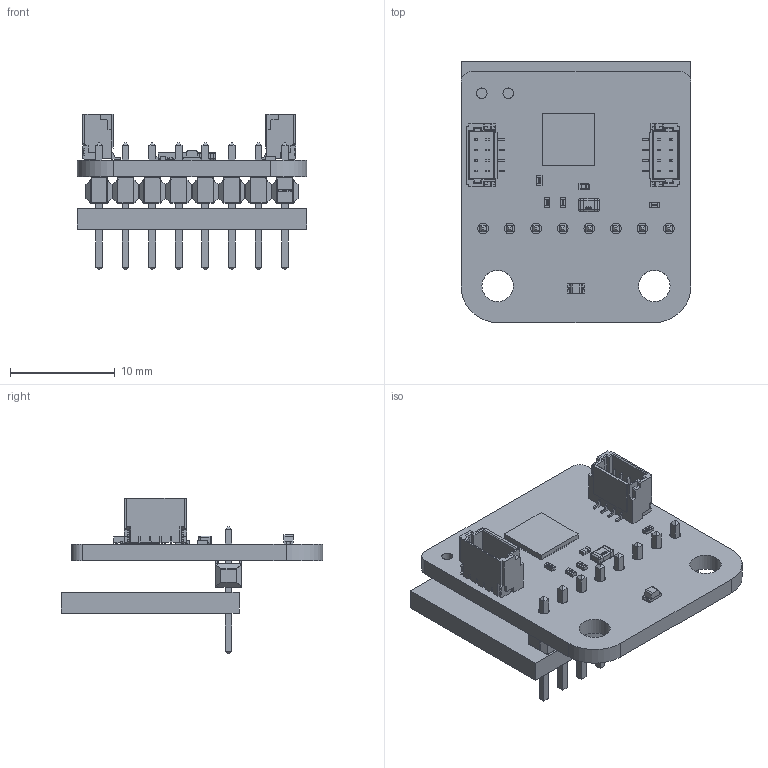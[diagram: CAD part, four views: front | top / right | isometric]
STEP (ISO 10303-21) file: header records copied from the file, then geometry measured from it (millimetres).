
FILE_DESCRIPTION(('Open CASCADE Model'),'2;1');
FILE_NAME('Open CASCADE Shape Model','2025-04-28T12:33:10',('Author'),( 'Open CASCADE'),'Open CASCADE STEP processor 7.5','Open CASCADE 7.5' ,'Unknown');
FILE_SCHEMA(('AUTOMOTIVE_DESIGN { 1 0 10303 214 1 1 1 1 }'));
Length unit declared in the file: millimetre
Products named in the file (39): PCB; Board; Open CASCADE STEP translator 7.5 2.1.1; R3; User Library-R SMD 0402; User Library-R SMD 0402_0402 BODY; User Library-R SMD 0402_0402 PAD; User Library-R SMD 0402_0402 OPIS; R2; R1; STAT1; 0603 LED Green; Solid1; Solid4; J11; Conn_Harwin_M20-9990846_eec; Logo bar; Harwin; Connector base; Pin; U; DUELink-U-Connector-BM04B-SRSS-TB; D; DUELink-Connector-BM04B-SRSS-TB; R4; C2; 0805 SMD Capacitor; C1; C0402; Free-Models; STM32-QFN32; 6357680336; Extruded
Assembly tree (56 placements, depth 4):
  PCB
    Board
      Open CASCADE STEP translator 7.5 2.1.1
    R3
      User Library-R SMD 0402
        User Library-R SMD 0402_0402 BODY
        User Library-R SMD 0402_0402 PAD  x2
        User Library-R SMD 0402_0402 OPIS
    R2
      User Library-R SMD 0402
        User Library-R SMD 0402_0402 BODY
        User Library-R SMD 0402_0402 PAD  x2
        User Library-R SMD 0402_0402 OPIS
    R1
      User Library-R SMD 0402
        User Library-R SMD 0402_0402 BODY
        User Library-R SMD 0402_0402 PAD  x2
        User Library-R SMD 0402_0402 OPIS
    STAT1
      0603 LED Green
        Solid1
        Solid4
        Solid1
        Solid1
        Solid4
        Solid1
        Solid1
        Solid1
    J11
      Conn_Harwin_M20-9990846_eec
        Logo bar
        Harwin
        Connector base  x8
        Pin  x8
    U
      DUELink-U-Connector-BM04B-SRSS-TB
    D
      DUELink-Connector-BM04B-SRSS-TB
    R4
      User Library-R SMD 0402
        User Library-R SMD 0402_0402 BODY
        User Library-R SMD 0402_0402 PAD  x2
        User Library-R SMD 0402_0402 OPIS
    C2
      0805 SMD Capacitor
    C1
      C0402
    Free-Models
      STM32-QFN32
      6357680336
        Extruded
Bounding box: 22 x 25 x 14.92 mm (x, y, z)
Volume: 1771.6 mm3; surface area: 3133.9 mm2
Topology: 124 solids, 124 shells, 2506 faces, 7399 edges, 6590 vertices
Faces by surface type: plane 1589, cylinder 570, bspline 187, sphere 152, revolution 8
Full cylindrical faces by diameter (mm): 1.016 x2, 1.02 x8, 3 x2
Entity records: 64830 total; most frequent: CARTESIAN_POINT 16181, DIRECTION 8342, ORIENTED_EDGE 7152, LINE 4232, VECTOR 4232, EDGE_CURVE 3576, VERTEX_POINT 2312, AXIS2_PLACEMENT_3D 2051
